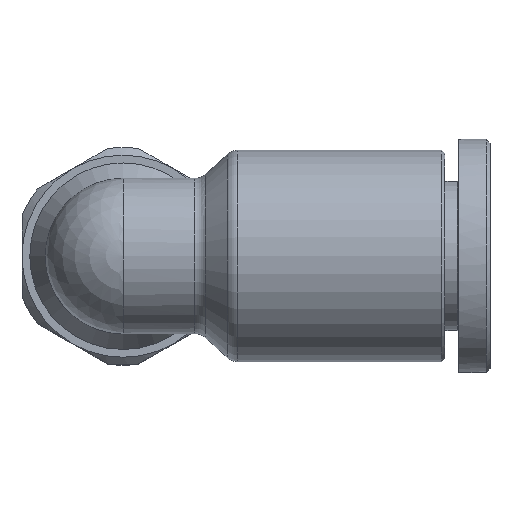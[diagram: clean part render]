
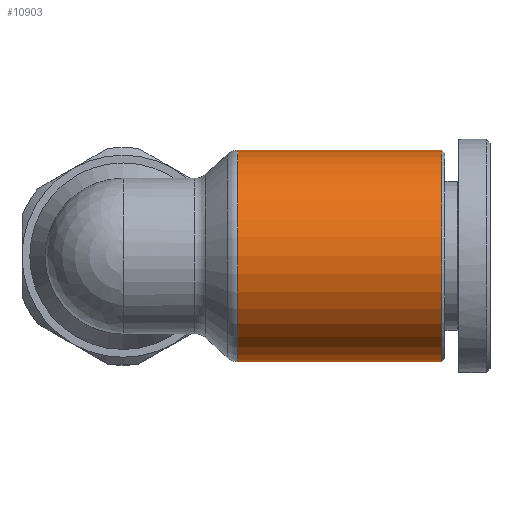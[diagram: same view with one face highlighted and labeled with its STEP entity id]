
A CAD part, top view. The second image highlights one B-rep face of the part: STEP entity #10903.
In plain terms, the highlighted cylindrical face has radius 6.8 mm (diameter 13.6 mm), a full revolution.
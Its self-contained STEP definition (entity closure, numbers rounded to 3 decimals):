
#61=CYLINDRICAL_SURFACE('',#11390,6.8);
#4259=ORIENTED_EDGE('',*,*,#5444,.F.);
#4260=ORIENTED_EDGE('',*,*,#5455,.F.);
#5444=EDGE_CURVE('',#6225,#6225,#6314,.T.);
#5455=EDGE_CURVE('',#6234,#6234,#6321,.T.);
#6225=VERTEX_POINT('',#15903);
#6234=VERTEX_POINT('',#16035);
#6314=CIRCLE('',#11365,6.8);
#6321=CIRCLE('',#11389,6.8);
#6758=EDGE_LOOP('',(#4259));
#6759=EDGE_LOOP('',(#4260));
#7218=FACE_BOUND('',#6758,.T.);
#7219=FACE_BOUND('',#6759,.T.);
#10903=ADVANCED_FACE('',(#7218,#7219),#61,.T.);
#11365=AXIS2_PLACEMENT_3D('',#15902,#13268,#13269);
#11389=AXIS2_PLACEMENT_3D('',#16034,#13316,#13317);
#11390=AXIS2_PLACEMENT_3D('',#16036,#13318,#13319);
#13268=DIRECTION('',(1.,0.,0.));
#13269=DIRECTION('',(0.,0.,1.));
#13316=DIRECTION('',(-1.,0.,0.));
#13317=DIRECTION('',(0.,0.,-1.));
#13318=DIRECTION('',(1.,0.,0.));
#13319=DIRECTION('',(0.,0.,1.));
#15902=CARTESIAN_POINT('',(31.491,17.287,-2.519));
#15903=CARTESIAN_POINT('',(31.491,17.287,4.281));
#16034=CARTESIAN_POINT('',(18.375,17.287,-2.519));
#16035=CARTESIAN_POINT('',(18.375,17.287,-9.319));
#16036=CARTESIAN_POINT('',(22.991,17.287,-2.519));
